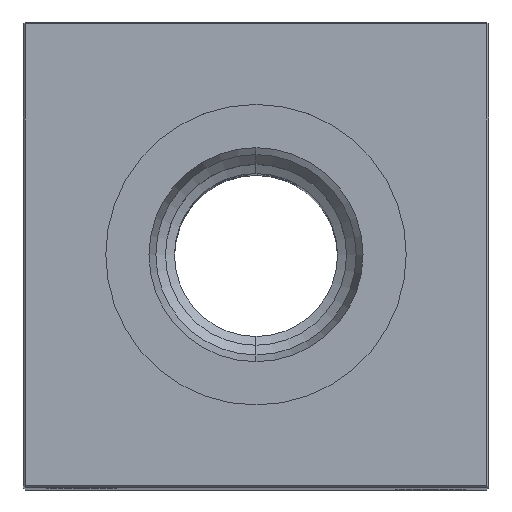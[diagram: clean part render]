
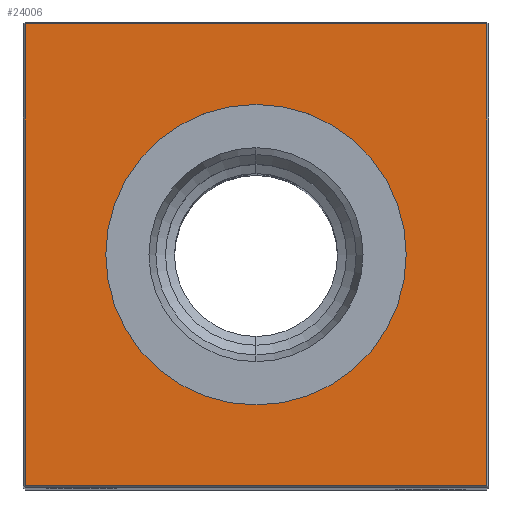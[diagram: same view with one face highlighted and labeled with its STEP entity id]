
A CAD part, top view. The second image highlights one B-rep face of the part: STEP entity #24006.
In plain terms, the highlighted planar face has unit normal (0, 0, 1).
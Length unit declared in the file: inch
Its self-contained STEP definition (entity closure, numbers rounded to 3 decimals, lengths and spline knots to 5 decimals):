
#486 = ORIENTED_EDGE ( 'NONE', *, *, #10404, .T. ) ;
#1534 = CARTESIAN_POINT ( 'NONE',  ( 0., -0.80709, 8. ) ) ;
#1732 = ORIENTED_EDGE ( 'NONE', *, *, #6457, .T. ) ;
#3831 = DIRECTION ( 'NONE',  ( 0., -1., 0. ) ) ;
#5022 = ORIENTED_EDGE ( 'NONE', *, *, #10901, .T. ) ;
#5520 = LINE ( 'NONE', #10249, #25018 ) ;
#5796 = VERTEX_POINT ( 'NONE', #17077 ) ;
#6457 = EDGE_CURVE ( 'NONE', #14641, #5796, #5520, .T. ) ;
#6921 = AXIS2_PLACEMENT_3D ( 'NONE', #9281, #17931, #8993 ) ;
#7032 = CARTESIAN_POINT ( 'NONE',  ( 1.24, 0., 8. ) ) ;
#7511 = DIRECTION ( 'NONE',  ( -1., 0., 0. ) ) ;
#7815 = EDGE_LOOP ( 'NONE', ( #1732, #24921, #11231, #23660 ) ) ;
#8030 = CARTESIAN_POINT ( 'NONE',  ( 0., 0.80709, 8. ) ) ;
#8608 = DIRECTION ( 'NONE',  ( 0., 0., -1. ) ) ;
#8779 = EDGE_LOOP ( 'NONE', ( #5022, #486 ) ) ;
#8993 = DIRECTION ( 'NONE',  ( -1., 0., 0. ) ) ;
#9101 = CARTESIAN_POINT ( 'NONE',  ( 0., 0., 8. ) ) ;
#9281 = CARTESIAN_POINT ( 'NONE',  ( 0., 0., 8. ) ) ;
#9922 = CARTESIAN_POINT ( 'NONE',  ( 1.24, 1.24, 8. ) ) ;
#10249 = CARTESIAN_POINT ( 'NONE',  ( -1.24, 0., 8. ) ) ;
#10280 = CIRCLE ( 'NONE', #25894, 0.80709 ) ;
#10404 = EDGE_CURVE ( 'NONE', #12134, #17695, #10280, .T. ) ;
#10686 = LINE ( 'NONE', #17101, #15357 ) ;
#10705 = CARTESIAN_POINT ( 'NONE',  ( 0., 0., 8. ) ) ;
#10901 = EDGE_CURVE ( 'NONE', #17695, #12134, #20593, .T. ) ;
#11058 = DIRECTION ( 'NONE',  ( 0., 0., -1. ) ) ;
#11231 = ORIENTED_EDGE ( 'NONE', *, *, #13929, .T. ) ;
#11507 = FACE_OUTER_BOUND ( 'NONE', #7815, .T. ) ;
#11601 = DIRECTION ( 'NONE',  ( -1., 0., 0. ) ) ;
#12134 = VERTEX_POINT ( 'NONE', #1534 ) ;
#13388 = LINE ( 'NONE', #26341, #15289 ) ;
#13817 = VERTEX_POINT ( 'NONE', #19038 ) ;
#13867 = LINE ( 'NONE', #7032, #21767 ) ;
#13929 = EDGE_CURVE ( 'NONE', #13817, #17460, #13867, .T. ) ;
#14641 = VERTEX_POINT ( 'NONE', #20727 ) ;
#15289 = VECTOR ( 'NONE', #7511, 39.37008 ) ;
#15357 = VECTOR ( 'NONE', #23517, 39.37008 ) ;
#15553 = FACE_BOUND ( 'NONE', #8779, .T. ) ;
#15830 = PLANE ( 'NONE',  #6921 ) ;
#17077 = CARTESIAN_POINT ( 'NONE',  ( -1.24, -1.24, 8. ) ) ;
#17101 = CARTESIAN_POINT ( 'NONE',  ( 0., -1.24, 8. ) ) ;
#17123 = DIRECTION ( 'NONE',  ( -1., 0., 0. ) ) ;
#17460 = VERTEX_POINT ( 'NONE', #9922 ) ;
#17695 = VERTEX_POINT ( 'NONE', #8030 ) ;
#17931 = DIRECTION ( 'NONE',  ( 0., 0., -1. ) ) ;
#18798 = AXIS2_PLACEMENT_3D ( 'NONE', #9101, #11058, #11601 ) ;
#19038 = CARTESIAN_POINT ( 'NONE',  ( 1.24, -1.24, 8. ) ) ;
#20339 = EDGE_CURVE ( 'NONE', #5796, #13817, #10686, .T. ) ;
#20593 = CIRCLE ( 'NONE', #18798, 0.80709 ) ;
#20727 = CARTESIAN_POINT ( 'NONE',  ( -1.24, 1.24, 8. ) ) ;
#21060 = EDGE_CURVE ( 'NONE', #17460, #14641, #13388, .T. ) ;
#21767 = VECTOR ( 'NONE', #22364, 39.37008 ) ;
#22364 = DIRECTION ( 'NONE',  ( 0., 1., 0. ) ) ;
#23517 = DIRECTION ( 'NONE',  ( 1., 0., 0. ) ) ;
#23660 = ORIENTED_EDGE ( 'NONE', *, *, #21060, .T. ) ;
#24006 = ADVANCED_FACE ( 'NONE', ( #11507, #15553 ), #15830, .F. ) ;
#24921 = ORIENTED_EDGE ( 'NONE', *, *, #20339, .T. ) ;
#25018 = VECTOR ( 'NONE', #3831, 39.37008 ) ;
#25894 = AXIS2_PLACEMENT_3D ( 'NONE', #10705, #8608, #17123 ) ;
#26341 = CARTESIAN_POINT ( 'NONE',  ( 0., 1.24, 8. ) ) ;
